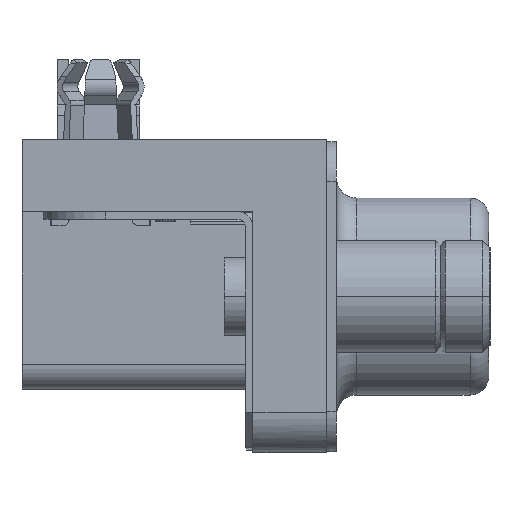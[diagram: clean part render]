
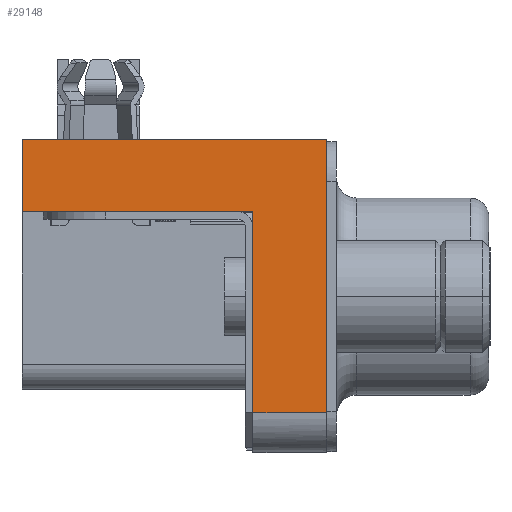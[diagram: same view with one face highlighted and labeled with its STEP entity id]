
A CAD part, left-side view. The second image highlights one B-rep face of the part: STEP entity #29148.
In plain terms, the highlighted planar face has unit normal (-1, 0, 0).
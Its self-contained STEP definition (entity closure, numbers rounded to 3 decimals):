
#613=DIRECTION('',(0.,0.,1.));
#614=VECTOR('',#613,8.05);
#615=CARTESIAN_POINT('',(-19.57,2.95,-10.95));
#616=LINE('1246',#615,#614);
#1931=DIRECTION('',(0.,0.,1.));
#1932=VECTOR('',#1931,1.334);
#1933=CARTESIAN_POINT('',(-19.57,0.,-1.334));
#1934=LINE('2223',#1933,#1932);
#5216=DIRECTION('',(0.,0.,1.));
#5217=VECTOR('',#5216,2.9);
#5218=CARTESIAN_POINT('',(-19.57,12.2,-2.9));
#5219=LINE('1241',#5218,#5217);
#5860=DIRECTION('',(0.,1.,0.));
#5861=VECTOR('',#5860,12.2);
#5862=CARTESIAN_POINT('',(-19.57,0.,0.));
#5863=LINE('1251',#5862,#5861);
#5894=DIRECTION('',(0.,0.,1.));
#5895=VECTOR('',#5894,9.616);
#5896=CARTESIAN_POINT('',(-19.57,0.,-10.95));
#5897=LINE('2169',#5896,#5895);
#5898=DIRECTION('',(0.,1.,0.));
#5899=VECTOR('',#5898,2.95);
#5900=CARTESIAN_POINT('',(-19.57,0.,-10.95));
#5901=LINE('2225',#5900,#5899);
#5902=DIRECTION('',(0.,1.,0.));
#5903=VECTOR('',#5902,9.25);
#5904=CARTESIAN_POINT('',(-19.57,2.95,-2.9));
#5905=LINE('1247',#5904,#5903);
#17832=CARTESIAN_POINT('',(-19.57,2.95,-10.95));
#17834=VERTEX_POINT('',#17832);
#17839=CARTESIAN_POINT('',(-19.57,12.2,-2.9));
#17840=CARTESIAN_POINT('',(-19.57,12.2,0.));
#17841=VERTEX_POINT('',#17839);
#17842=VERTEX_POINT('',#17840);
#17853=CARTESIAN_POINT('',(-19.57,2.95,-2.9));
#17854=VERTEX_POINT('',#17853);
#17859=CARTESIAN_POINT('',(-19.57,0.,0.));
#17860=VERTEX_POINT('',#17859);
#19033=CARTESIAN_POINT('',(-19.57,0.,-1.334));
#19035=VERTEX_POINT('',#19033);
#19127=CARTESIAN_POINT('',(-19.57,0.,-10.95));
#19128=VERTEX_POINT('',#19127);
#29134=CARTESIAN_POINT('',(-19.57,0.,-10.95));
#29135=DIRECTION('',(-1.,0.,0.));
#29136=DIRECTION('',(0.,0.,1.));
#29137=AXIS2_PLACEMENT_3D('',#29134,#29135,#29136);
#29138=PLANE('10',#29137);
#29139=ORIENTED_EDGE('2169',*,*,#23972,.F.);
#29140=ORIENTED_EDGE('2225',*,*,#23992,.T.);
#29141=ORIENTED_EDGE('1246',*,*,#22139,.T.);
#29142=ORIENTED_EDGE('1247',*,*,#21716,.T.);
#29143=ORIENTED_EDGE('1241',*,*,#28395,.T.);
#29144=ORIENTED_EDGE('1251',*,*,#29075,.F.);
#29145=ORIENTED_EDGE('2223',*,*,#23927,.F.);
#29146=EDGE_LOOP('10',(#29139,#29140,#29141,#29142,#29143,#29144,#29145));
#29147=FACE_OUTER_BOUND('10',#29146,.F.);
#29148=ADVANCED_FACE('10',(#29147),#29138,.T.);
#21716=EDGE_CURVE('1247',#17854,#17841,#5905,.T.);
#22139=EDGE_CURVE('1246',#17834,#17854,#616,.T.);
#23927=EDGE_CURVE('2223',#19035,#17860,#1934,.T.);
#23972=EDGE_CURVE('2169',#19128,#19035,#5897,.T.);
#23992=EDGE_CURVE('2225',#19128,#17834,#5901,.T.);
#28395=EDGE_CURVE('1241',#17841,#17842,#5219,.T.);
#29075=EDGE_CURVE('1251',#17860,#17842,#5863,.T.);
